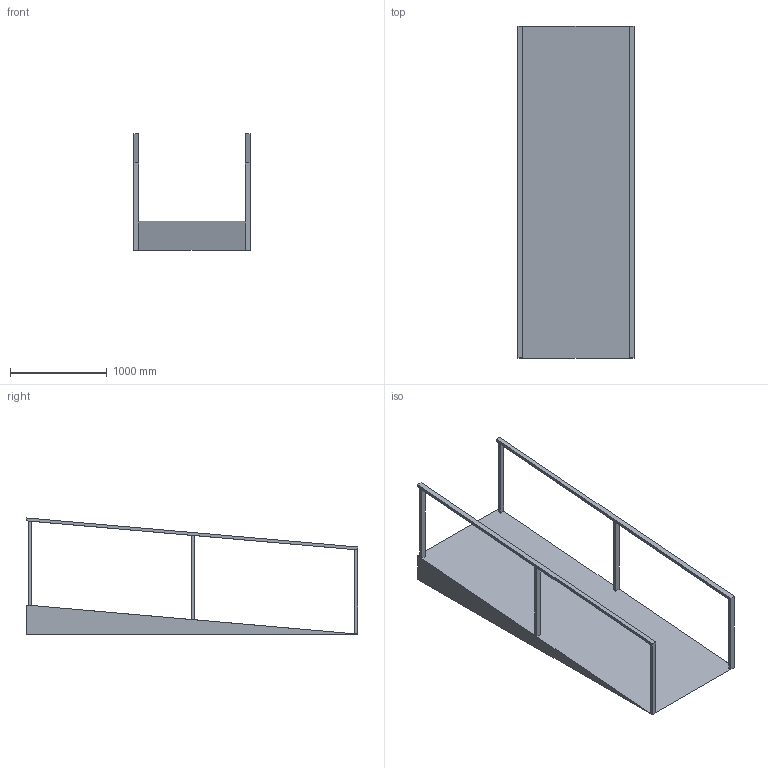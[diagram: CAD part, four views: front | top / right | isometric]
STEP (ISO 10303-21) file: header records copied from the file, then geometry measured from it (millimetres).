
FILE_DESCRIPTION(/* description */ (''),/* implementation_level */ '2;1');
FILE_NAME(/* name */ 'Ramp.stp',/* time_stamp */ '2024-11-19T18:17:29+02:00',/* author */ ('Raul'),/* organization */ (''),/* preprocessor_version */ 'ST-DEVELOPER v20',/* originating_system */ 'Autodesk Inventor 2025',/* authorisation */ '');
FILE_SCHEMA (('AUTOMOTIVE_DESIGN { 1 0 10303 214 3 1 1 }'));
Length unit declared in the file: millimetre
Products named in the file (2): Assembly1; Ramp
Assembly tree (1 placements, depth 2):
  Assembly1
    Ramp
Bounding box: 1200 x 3429.02 x 1200 mm (x, y, z)
Volume: 635378134.9 mm3; surface area: 11558617.1 mm2
Topology: 1 solids, 1 shells, 45 faces, 127 edges, 80 vertices
Faces by surface type: plane 45
Entity records: 1516 total; most frequent: CARTESIAN_POINT 255, ORIENTED_EDGE 254, DIRECTION 223, LINE 127, VECTOR 127, EDGE_CURVE 127, VERTEX_POINT 80, EDGE_LOOP 49
